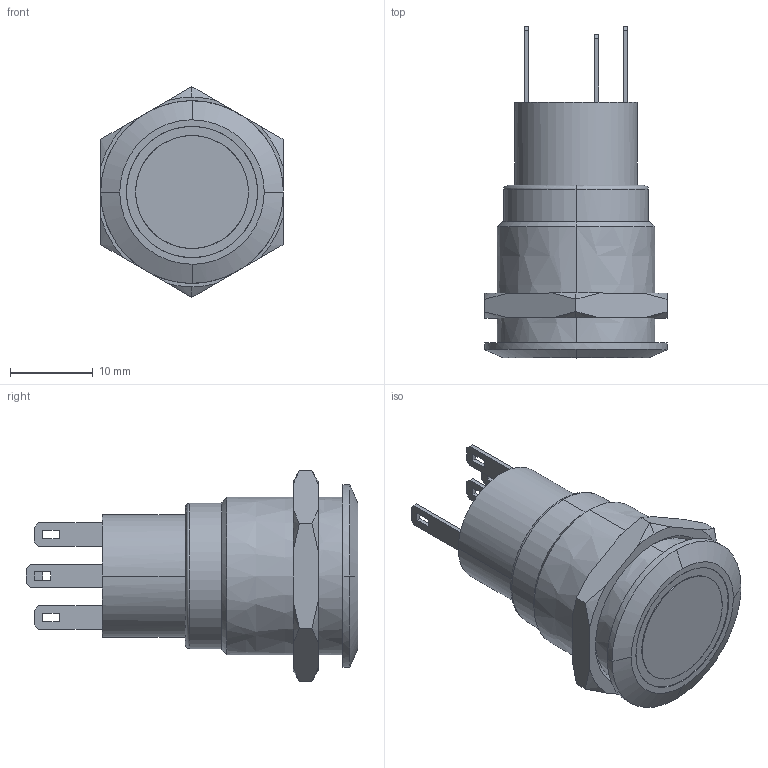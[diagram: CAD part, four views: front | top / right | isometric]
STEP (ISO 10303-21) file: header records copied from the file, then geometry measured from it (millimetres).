
FILE_DESCRIPTION(/* description */ (''),/* implementation_level */ '2;1');
FILE_NAME(/* name */ '1BSPY8~Z',/* time_stamp */ '2021-05-28T19:25:34+09:00',/* author */ (''),/* organization */ (''),/* preprocessor_version */ 'ST-DEVELOPER v16.5',/* originating_system */ '',/* authorisation */ '');
FILE_SCHEMA (('CONFIG_CONTROL_DESIGN'));
Length unit declared in the file: millimetre
Products named in the file (3): Document; 1001020-1001027-2; 1001020-1001027
Assembly tree (2 placements, depth 2):
  Document
    1001020-1001027-2
    1001020-1001027
Bounding box: 22 x 40 x 25.4 mm (x, y, z)
Volume: 7959.7 mm3; surface area: 3297.1 mm2
Topology: 7 solids, 7 shells, 117 faces, 280 edges, 182 vertices
Faces by surface type: bspline 117
Entity records: 6834 total; most frequent: CARTESIAN_POINT 2947, B_SPLINE_CURVE_WITH_KNOTS 712, ORIENTED_EDGE 560, PCURVE 560, DEFINITIONAL_REPRESENTATION 560, SURFACE_CURVE 280, EDGE_CURVE 280, VERTEX_POINT 182
